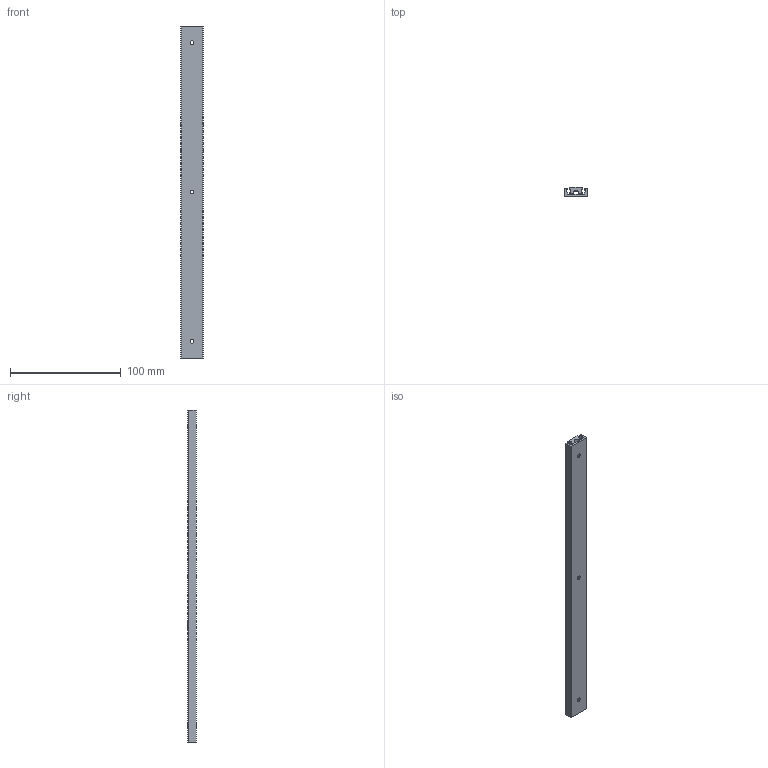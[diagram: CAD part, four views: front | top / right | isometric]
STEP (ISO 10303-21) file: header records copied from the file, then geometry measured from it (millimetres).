
FILE_DESCRIPTION (( 'STEP AP214' ), '1' );
FILE_NAME ('8x20x300mm.STEP', '2019-09-10T23:21:02', ( '' ), ( '' ), 'SwSTEP 2.0', 'SolidWorks 2018', '' );
FILE_SCHEMA (( 'AUTOMOTIVE_DESIGN' ));
Length unit declared in the file: inch
Products named in the file (1): 8x20x300mm
Bounding box: 20 x 8 x 300 mm (x, y, z)
Volume: 31426.2 mm3; surface area: 32230.6 mm2
Topology: 2 solids, 2 shells, 66 faces, 187 edges, 124 vertices
Faces by surface type: cylinder 37, plane 21, cone 8
Entity records: 2718 total; most frequent: CARTESIAN_POINT 874, DIRECTION 383, ORIENTED_EDGE 374, EDGE_CURVE 187, AXIS2_PLACEMENT_3D 143, VERTEX_POINT 124, LINE 97, VECTOR 97
